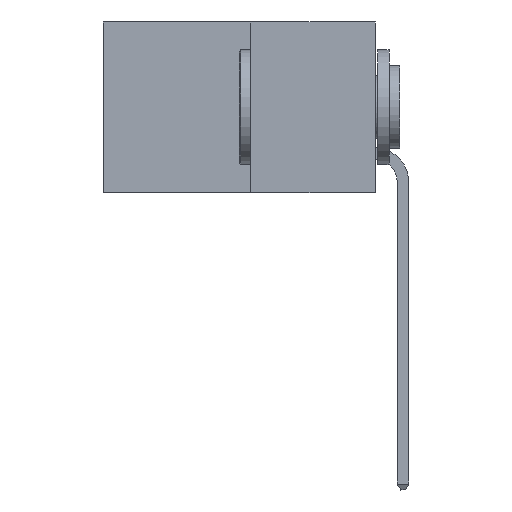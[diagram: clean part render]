
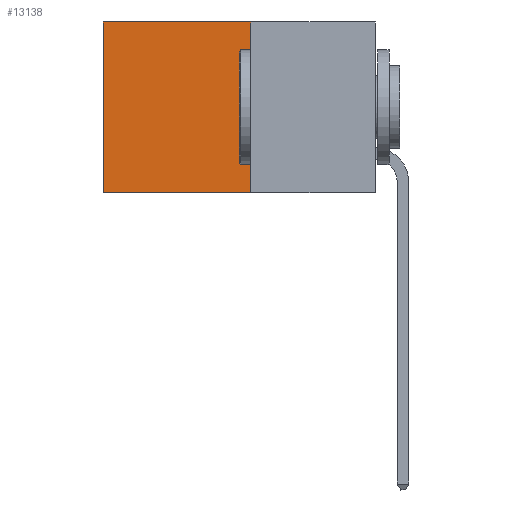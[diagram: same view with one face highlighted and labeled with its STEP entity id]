
A CAD part, left-side view. The second image highlights one B-rep face of the part: STEP entity #13138.
In plain terms, the highlighted planar face has unit normal (-1, 0, 0).
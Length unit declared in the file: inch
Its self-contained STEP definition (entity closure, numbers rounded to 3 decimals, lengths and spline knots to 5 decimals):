
#53 = VERTEX_POINT ( 'NONE', #6474 ) ;
#422 = LINE ( 'NONE', #11714, #1098 ) ;
#633 = VECTOR ( 'NONE', #22048, 39.37008 ) ;
#941 = LINE ( 'NONE', #2560, #12215 ) ;
#1098 = VECTOR ( 'NONE', #13823, 39.37008 ) ;
#1848 = AXIS2_PLACEMENT_3D ( 'NONE', #8257, #16729, #4074 ) ;
#1966 = PLANE ( 'NONE',  #1848 ) ;
#2530 = DIRECTION ( 'NONE',  ( 0., 1., 0. ) ) ;
#2560 = CARTESIAN_POINT ( 'NONE',  ( 0.277, 0.27, -0.37 ) ) ;
#2735 = CARTESIAN_POINT ( 'NONE',  ( 0.277, 0.27, -0.37 ) ) ;
#2874 = ORIENTED_EDGE ( 'NONE', *, *, #25564, .F. ) ;
#4074 = DIRECTION ( 'NONE',  ( 0., 0., -1. ) ) ;
#4846 = DIRECTION ( 'NONE',  ( 0., 0., -1. ) ) ;
#5375 = ORIENTED_EDGE ( 'NONE', *, *, #21537, .T. ) ;
#6087 = VERTEX_POINT ( 'NONE', #19278 ) ;
#6224 = LINE ( 'NONE', #9718, #633 ) ;
#6474 = CARTESIAN_POINT ( 'NONE',  ( 0.277, 0.27, 0. ) ) ;
#7449 = EDGE_CURVE ( 'NONE', #6087, #17332, #941, .T. ) ;
#8257 = CARTESIAN_POINT ( 'NONE',  ( 0.277, 0.27, -0.37 ) ) ;
#9718 = CARTESIAN_POINT ( 'NONE',  ( 0.277, 0.59, -0.37 ) ) ;
#11714 = CARTESIAN_POINT ( 'NONE',  ( 0.277, 0.27, 0. ) ) ;
#12215 = VECTOR ( 'NONE', #2530, 39.37008 ) ;
#13138 = ADVANCED_FACE ( 'NONE', ( #18962 ), #1966, .F. ) ;
#13823 = DIRECTION ( 'NONE',  ( 0., 1., 0. ) ) ;
#14176 = LINE ( 'NONE', #2735, #24284 ) ;
#16729 = DIRECTION ( 'NONE',  ( 1., 0., 0. ) ) ;
#17332 = VERTEX_POINT ( 'NONE', #19896 ) ;
#18962 = FACE_OUTER_BOUND ( 'NONE', #22492, .T. ) ;
#19278 = CARTESIAN_POINT ( 'NONE',  ( 0.277, 0.27, -0.37 ) ) ;
#19896 = CARTESIAN_POINT ( 'NONE',  ( 0.277, 0.59, -0.37 ) ) ;
#20604 = CARTESIAN_POINT ( 'NONE',  ( 0.277, 0.59, 0. ) ) ;
#21276 = ORIENTED_EDGE ( 'NONE', *, *, #7449, .F. ) ;
#21537 = EDGE_CURVE ( 'NONE', #21711, #17332, #6224, .T. ) ;
#21711 = VERTEX_POINT ( 'NONE', #20604 ) ;
#22048 = DIRECTION ( 'NONE',  ( 0., 0., -1. ) ) ;
#22492 = EDGE_LOOP ( 'NONE', ( #5375, #21276, #2874, #24546 ) ) ;
#24284 = VECTOR ( 'NONE', #4846, 39.37008 ) ;
#24378 = EDGE_CURVE ( 'NONE', #53, #21711, #422, .T. ) ;
#24546 = ORIENTED_EDGE ( 'NONE', *, *, #24378, .T. ) ;
#25564 = EDGE_CURVE ( 'NONE', #53, #6087, #14176, .T. ) ;
